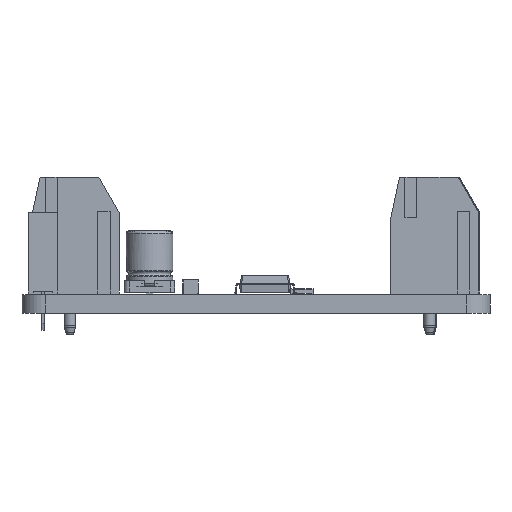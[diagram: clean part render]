
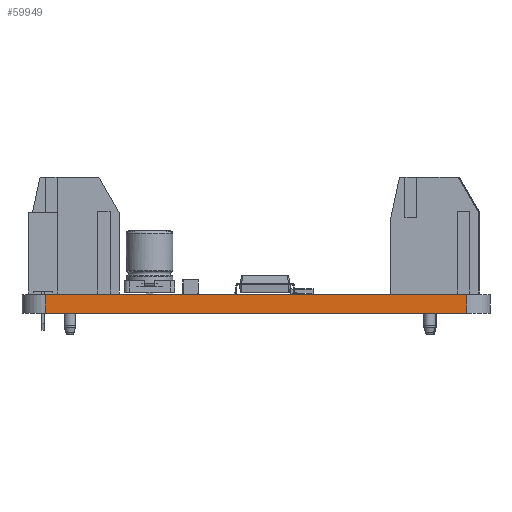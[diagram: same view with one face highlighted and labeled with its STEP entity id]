
A CAD part, front view. The second image highlights one B-rep face of the part: STEP entity #59949.
In plain terms, the highlighted planar face has unit normal (0, -1, 0).
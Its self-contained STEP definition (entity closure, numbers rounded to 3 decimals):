
#55225 = CYLINDRICAL_SURFACE('',#55226,2.);
#55226 = AXIS2_PLACEMENT_3D('',#55227,#55228,#55229);
#55227 = CARTESIAN_POINT('',(18.,-33.,0.));
#55228 = DIRECTION('',(-0.,-0.,-1.));
#55229 = DIRECTION('',(1.,0.,-0.));
#55253 = PLANE('',#55254);
#55254 = AXIS2_PLACEMENT_3D('',#55255,#55256,#55257);
#55255 = CARTESIAN_POINT('',(0.,0.,1.6)
  );
#55256 = DIRECTION('',(0.,0.,1.));
#55257 = DIRECTION('',(1.,0.,-0.));
#55307 = PLANE('',#55308);
#55308 = AXIS2_PLACEMENT_3D('',#55309,#55310,#55311);
#55309 = CARTESIAN_POINT('',(0.,0.,0.));
#55310 = DIRECTION('',(0.,0.,1.));
#55311 = DIRECTION('',(1.,0.,-0.));
#55322 = EDGE_CURVE('',#55323,#55325,#55327,.T.);
#55323 = VERTEX_POINT('',#55324);
#55324 = CARTESIAN_POINT('',(18.,-35.,0.));
#55325 = VERTEX_POINT('',#55326);
#55326 = CARTESIAN_POINT('',(18.,-35.,1.6));
#55327 = SURFACE_CURVE('',#55328,(#55332,#55339),.PCURVE_S1.);
#55328 = LINE('',#55329,#55330);
#55329 = CARTESIAN_POINT('',(18.,-35.,0.));
#55330 = VECTOR('',#55331,1.);
#55331 = DIRECTION('',(0.,0.,1.));
#55332 = PCURVE('',#55225,#55333);
#55333 = DEFINITIONAL_REPRESENTATION('',(#55334),#55338);
#55334 = LINE('',#55335,#55336);
#55335 = CARTESIAN_POINT('',(-4.712,0.));
#55336 = VECTOR('',#55337,1.);
#55337 = DIRECTION('',(-0.,-1.));
#55338 = ( GEOMETRIC_REPRESENTATION_CONTEXT(2) 
PARAMETRIC_REPRESENTATION_CONTEXT() REPRESENTATION_CONTEXT('2D SPACE',''
  ) );
#55339 = PCURVE('',#55340,#55345);
#55340 = PLANE('',#55341);
#55341 = AXIS2_PLACEMENT_3D('',#55342,#55343,#55344);
#55342 = CARTESIAN_POINT('',(-18.,-35.,0.));
#55343 = DIRECTION('',(0.,1.,0.));
#55344 = DIRECTION('',(1.,0.,0.));
#55345 = DEFINITIONAL_REPRESENTATION('',(#55346),#55350);
#55346 = LINE('',#55347,#55348);
#55347 = CARTESIAN_POINT('',(36.,0.));
#55348 = VECTOR('',#55349,1.);
#55349 = DIRECTION('',(0.,-1.));
#55350 = ( GEOMETRIC_REPRESENTATION_CONTEXT(2) 
PARAMETRIC_REPRESENTATION_CONTEXT() REPRESENTATION_CONTEXT('2D SPACE',''
  ) );
#55561 = VERTEX_POINT('',#55562);
#55562 = CARTESIAN_POINT('',(-18.,-35.,0.));
#55577 = CYLINDRICAL_SURFACE('',#55578,2.);
#55578 = AXIS2_PLACEMENT_3D('',#55579,#55580,#55581);
#55579 = CARTESIAN_POINT('',(-18.,-33.,0.));
#55580 = DIRECTION('',(-0.,-0.,-1.));
#55581 = DIRECTION('',(1.,0.,-0.));
#55589 = EDGE_CURVE('',#55561,#55323,#55590,.T.);
#55590 = SURFACE_CURVE('',#55591,(#55595,#55602),.PCURVE_S1.);
#55591 = LINE('',#55592,#55593);
#55592 = CARTESIAN_POINT('',(-18.,-35.,0.));
#55593 = VECTOR('',#55594,1.);
#55594 = DIRECTION('',(1.,0.,0.));
#55595 = PCURVE('',#55307,#55596);
#55596 = DEFINITIONAL_REPRESENTATION('',(#55597),#55601);
#55597 = LINE('',#55598,#55599);
#55598 = CARTESIAN_POINT('',(-18.,-35.));
#55599 = VECTOR('',#55600,1.);
#55600 = DIRECTION('',(1.,0.));
#55601 = ( GEOMETRIC_REPRESENTATION_CONTEXT(2) 
PARAMETRIC_REPRESENTATION_CONTEXT() REPRESENTATION_CONTEXT('2D SPACE',''
  ) );
#55602 = PCURVE('',#55340,#55603);
#55603 = DEFINITIONAL_REPRESENTATION('',(#55604),#55608);
#55604 = LINE('',#55605,#55606);
#55605 = CARTESIAN_POINT('',(0.,0.));
#55606 = VECTOR('',#55607,1.);
#55607 = DIRECTION('',(1.,0.));
#55608 = ( GEOMETRIC_REPRESENTATION_CONTEXT(2) 
PARAMETRIC_REPRESENTATION_CONTEXT() REPRESENTATION_CONTEXT('2D SPACE',''
  ) );
#57981 = VERTEX_POINT('',#57982);
#57982 = CARTESIAN_POINT('',(-18.,-35.,1.6));
#58004 = EDGE_CURVE('',#57981,#55325,#58005,.T.);
#58005 = SURFACE_CURVE('',#58006,(#58010,#58017),.PCURVE_S1.);
#58006 = LINE('',#58007,#58008);
#58007 = CARTESIAN_POINT('',(-18.,-35.,1.6));
#58008 = VECTOR('',#58009,1.);
#58009 = DIRECTION('',(1.,0.,0.));
#58010 = PCURVE('',#55253,#58011);
#58011 = DEFINITIONAL_REPRESENTATION('',(#58012),#58016);
#58012 = LINE('',#58013,#58014);
#58013 = CARTESIAN_POINT('',(-18.,-35.));
#58014 = VECTOR('',#58015,1.);
#58015 = DIRECTION('',(1.,0.));
#58016 = ( GEOMETRIC_REPRESENTATION_CONTEXT(2) 
PARAMETRIC_REPRESENTATION_CONTEXT() REPRESENTATION_CONTEXT('2D SPACE',''
  ) );
#58017 = PCURVE('',#55340,#58018);
#58018 = DEFINITIONAL_REPRESENTATION('',(#58019),#58023);
#58019 = LINE('',#58020,#58021);
#58020 = CARTESIAN_POINT('',(0.,-1.6));
#58021 = VECTOR('',#58022,1.);
#58022 = DIRECTION('',(1.,0.));
#58023 = ( GEOMETRIC_REPRESENTATION_CONTEXT(2) 
PARAMETRIC_REPRESENTATION_CONTEXT() REPRESENTATION_CONTEXT('2D SPACE',''
  ) );
#59949 = ADVANCED_FACE('',(#59950),#55340,.F.);
#59950 = FACE_BOUND('',#59951,.F.);
#59951 = EDGE_LOOP('',(#59952,#59973,#59974,#59975));
#59952 = ORIENTED_EDGE('',*,*,#59953,.T.);
#59953 = EDGE_CURVE('',#55561,#57981,#59954,.T.);
#59954 = SURFACE_CURVE('',#59955,(#59959,#59966),.PCURVE_S1.);
#59955 = LINE('',#59956,#59957);
#59956 = CARTESIAN_POINT('',(-18.,-35.,0.));
#59957 = VECTOR('',#59958,1.);
#59958 = DIRECTION('',(0.,0.,1.));
#59959 = PCURVE('',#55340,#59960);
#59960 = DEFINITIONAL_REPRESENTATION('',(#59961),#59965);
#59961 = LINE('',#59962,#59963);
#59962 = CARTESIAN_POINT('',(0.,0.));
#59963 = VECTOR('',#59964,1.);
#59964 = DIRECTION('',(0.,-1.));
#59965 = ( GEOMETRIC_REPRESENTATION_CONTEXT(2) 
PARAMETRIC_REPRESENTATION_CONTEXT() REPRESENTATION_CONTEXT('2D SPACE',''
  ) );
#59966 = PCURVE('',#55577,#59967);
#59967 = DEFINITIONAL_REPRESENTATION('',(#59968),#59972);
#59968 = LINE('',#59969,#59970);
#59969 = CARTESIAN_POINT('',(-4.712,0.));
#59970 = VECTOR('',#59971,1.);
#59971 = DIRECTION('',(-0.,-1.));
#59972 = ( GEOMETRIC_REPRESENTATION_CONTEXT(2) 
PARAMETRIC_REPRESENTATION_CONTEXT() REPRESENTATION_CONTEXT('2D SPACE',''
  ) );
#59973 = ORIENTED_EDGE('',*,*,#58004,.T.);
#59974 = ORIENTED_EDGE('',*,*,#55322,.F.);
#59975 = ORIENTED_EDGE('',*,*,#55589,.F.);
